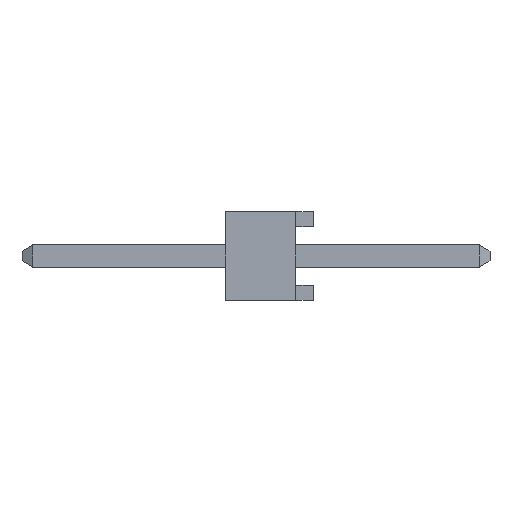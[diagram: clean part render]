
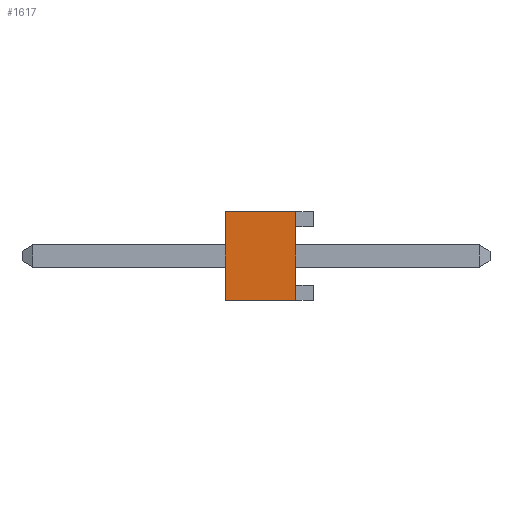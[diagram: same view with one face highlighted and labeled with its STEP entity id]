
A CAD part, left-side view. The second image highlights one B-rep face of the part: STEP entity #1617.
In plain terms, the highlighted planar face has unit normal (-1, 0, 0).
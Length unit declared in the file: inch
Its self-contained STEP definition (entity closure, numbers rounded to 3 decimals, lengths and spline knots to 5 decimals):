
#513 = VERTEX_POINT ( 'NONE', #5578 ) ;
#528 = EDGE_CURVE ( 'NONE', #572, #716, #5599, .T. ) ;
#572 = VERTEX_POINT ( 'NONE', #5896 ) ;
#609 = VERTEX_POINT ( 'NONE', #5804 ) ;
#675 = EDGE_CURVE ( 'NONE', #572, #609, #5956, .T. ) ;
#694 = EDGE_CURVE ( 'NONE', #716, #513, #6101, .T. ) ;
#716 = VERTEX_POINT ( 'NONE', #5921 ) ;
#1197 = EDGE_CURVE ( 'NONE', #609, #513, #7478, .T. ) ;
#1616 = ORIENTED_EDGE ( 'NONE', *, *, #694, .F. ) ;
#1617 = ADVANCED_FACE ( 'NONE', ( #8953 ), #9004, .F. ) ;
#1618 = ORIENTED_EDGE ( 'NONE', *, *, #528, .F. ) ;
#1621 = ORIENTED_EDGE ( 'NONE', *, *, #675, .T. ) ;
#1750 = ORIENTED_EDGE ( 'NONE', *, *, #1197, .T. ) ;
#1751 = EDGE_LOOP ( 'NONE', ( #1750, #1616, #1618, #1621 ) ) ;
#5578 = CARTESIAN_POINT ( 'NONE',  ( -0.6, 0.02, -0.05 ) ) ;
#5596 = DIRECTION ( 'NONE',  ( 0., -1., 0. ) ) ;
#5597 = VECTOR ( 'NONE', #5596, 39.37008 ) ;
#5598 = CARTESIAN_POINT ( 'NONE',  ( -0.6, 0.1, 0.05 ) ) ;
#5599 = LINE ( 'NONE', #5598, #5597 ) ;
#5804 = CARTESIAN_POINT ( 'NONE',  ( -0.6, 0.1, -0.05 ) ) ;
#5896 = CARTESIAN_POINT ( 'NONE',  ( -0.6, 0.1, 0.05 ) ) ;
#5921 = CARTESIAN_POINT ( 'NONE',  ( -0.6, 0.02, 0.05 ) ) ;
#5949 = DIRECTION ( 'NONE',  ( 0., 0., -1. ) ) ;
#5950 = VECTOR ( 'NONE', #5949, 39.37008 ) ;
#5951 = CARTESIAN_POINT ( 'NONE',  ( -0.6, 0.1, 0.05 ) ) ;
#5956 = LINE ( 'NONE', #5951, #5950 ) ;
#6098 = DIRECTION ( 'NONE',  ( 0., 0., -1. ) ) ;
#6099 = VECTOR ( 'NONE', #6098, 39.37008 ) ;
#6100 = CARTESIAN_POINT ( 'NONE',  ( -0.6, 0.02, 0.05 ) ) ;
#6101 = LINE ( 'NONE', #6100, #6099 ) ;
#7474 = DIRECTION ( 'NONE',  ( 0., -1., 0. ) ) ;
#7475 = VECTOR ( 'NONE', #7474, 39.37008 ) ;
#7476 = CARTESIAN_POINT ( 'NONE',  ( -0.6, 0.1, -0.05 ) ) ;
#7478 = LINE ( 'NONE', #7476, #7475 ) ;
#8950 = AXIS2_PLACEMENT_3D ( 'NONE', #9048, #9047, #9046 ) ;
#8953 = FACE_OUTER_BOUND ( 'NONE', #1751, .T. ) ;
#9004 = PLANE ( 'NONE',  #8950 ) ;
#9046 = DIRECTION ( 'NONE',  ( 0., 1., 0. ) ) ;
#9047 = DIRECTION ( 'NONE',  ( 1., 0., 0. ) ) ;
#9048 = CARTESIAN_POINT ( 'NONE',  ( -0.6, 0.1, 0.05 ) ) ;
